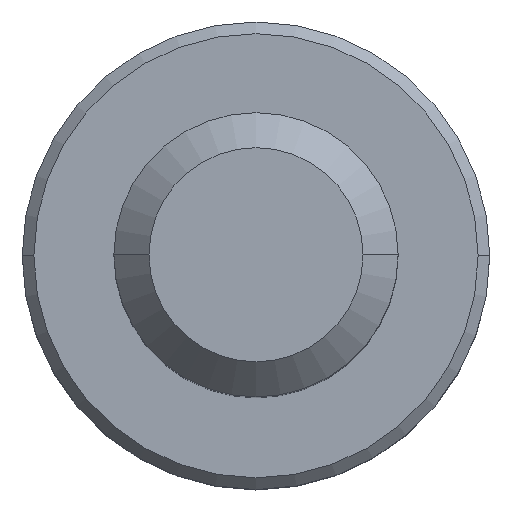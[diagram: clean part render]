
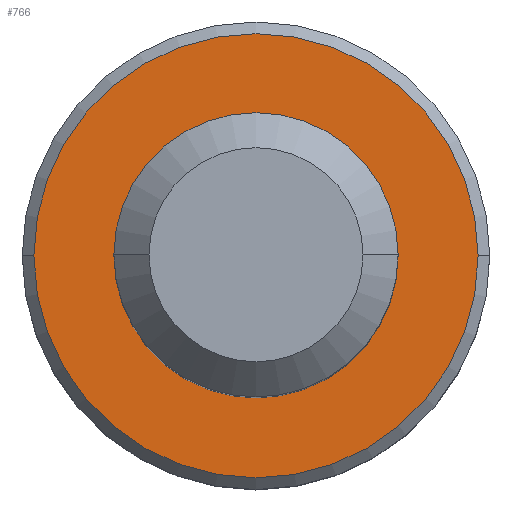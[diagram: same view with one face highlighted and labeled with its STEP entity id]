
A CAD part, top view. The second image highlights one B-rep face of the part: STEP entity #766.
In plain terms, the highlighted planar face has unit normal (0, 0, 1).
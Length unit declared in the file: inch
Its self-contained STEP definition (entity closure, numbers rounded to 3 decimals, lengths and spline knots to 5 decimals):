
#27 = CARTESIAN_POINT ( 'NONE',  ( -0.14844, 0., -0.375 ) ) ;
#49 = DIRECTION ( 'NONE',  ( 0., 0., -1. ) ) ;
#80 = DIRECTION ( 'NONE',  ( -1., 0., 0. ) ) ;
#81 = ORIENTED_EDGE ( 'NONE', *, *, #288, .F. ) ;
#86 = AXIS2_PLACEMENT_3D ( 'NONE', #467, #49, #340 ) ;
#109 = CIRCLE ( 'NONE', #569, 0.095 ) ;
#137 = CARTESIAN_POINT ( 'NONE',  ( 0., 0., -0.375 ) ) ;
#142 = VERTEX_POINT ( 'NONE', #550 ) ;
#149 = DIRECTION ( 'NONE',  ( 0., 0., 1. ) ) ;
#169 = EDGE_CURVE ( 'NONE', #454, #527, #738, .T. ) ;
#170 = CARTESIAN_POINT ( 'NONE',  ( -0.095, 0., -0.375 ) ) ;
#172 = CIRCLE ( 'NONE', #297, 0.14844 ) ;
#177 = EDGE_LOOP ( 'NONE', ( #733, #81 ) ) ;
#183 = ORIENTED_EDGE ( 'NONE', *, *, #609, .T. ) ;
#243 = DIRECTION ( 'NONE',  ( 0., 0., 1. ) ) ;
#270 = CARTESIAN_POINT ( 'NONE',  ( 0.095, 0., -0.375 ) ) ;
#288 = EDGE_CURVE ( 'NONE', #527, #454, #109, .T. ) ;
#297 = AXIS2_PLACEMENT_3D ( 'NONE', #338, #149, #325 ) ;
#321 = AXIS2_PLACEMENT_3D ( 'NONE', #618, #789, #501 ) ;
#325 = DIRECTION ( 'NONE',  ( -1., 0., 0. ) ) ;
#338 = CARTESIAN_POINT ( 'NONE',  ( 0., 0., -0.375 ) ) ;
#340 = DIRECTION ( 'NONE',  ( -1., 0., 0. ) ) ;
#374 = DIRECTION ( 'NONE',  ( 0., 0., 1. ) ) ;
#403 = FACE_BOUND ( 'NONE', #177, .T. ) ;
#415 = ORIENTED_EDGE ( 'NONE', *, *, #418, .T. ) ;
#418 = EDGE_CURVE ( 'NONE', #142, #689, #172, .T. ) ;
#427 = DIRECTION ( 'NONE',  ( -1., 0., 0. ) ) ;
#454 = VERTEX_POINT ( 'NONE', #270 ) ;
#467 = CARTESIAN_POINT ( 'NONE',  ( 0., 0., -0.375 ) ) ;
#473 = FACE_OUTER_BOUND ( 'NONE', #665, .T. ) ;
#501 = DIRECTION ( 'NONE',  ( -1., 0., 0. ) ) ;
#508 = AXIS2_PLACEMENT_3D ( 'NONE', #736, #243, #427 ) ;
#527 = VERTEX_POINT ( 'NONE', #170 ) ;
#550 = CARTESIAN_POINT ( 'NONE',  ( 0.14844, 0., -0.375 ) ) ;
#569 = AXIS2_PLACEMENT_3D ( 'NONE', #137, #374, #80 ) ;
#609 = EDGE_CURVE ( 'NONE', #689, #142, #622, .T. ) ;
#618 = CARTESIAN_POINT ( 'NONE',  ( 0., 0., -0.375 ) ) ;
#622 = CIRCLE ( 'NONE', #321, 0.14844 ) ;
#645 = PLANE ( 'NONE',  #86 ) ;
#665 = EDGE_LOOP ( 'NONE', ( #183, #415 ) ) ;
#689 = VERTEX_POINT ( 'NONE', #27 ) ;
#733 = ORIENTED_EDGE ( 'NONE', *, *, #169, .F. ) ;
#736 = CARTESIAN_POINT ( 'NONE',  ( 0., 0., -0.375 ) ) ;
#738 = CIRCLE ( 'NONE', #508, 0.095 ) ;
#766 = ADVANCED_FACE ( 'NONE', ( #473, #403 ), #645, .F. ) ;
#789 = DIRECTION ( 'NONE',  ( 0., 0., 1. ) ) ;
